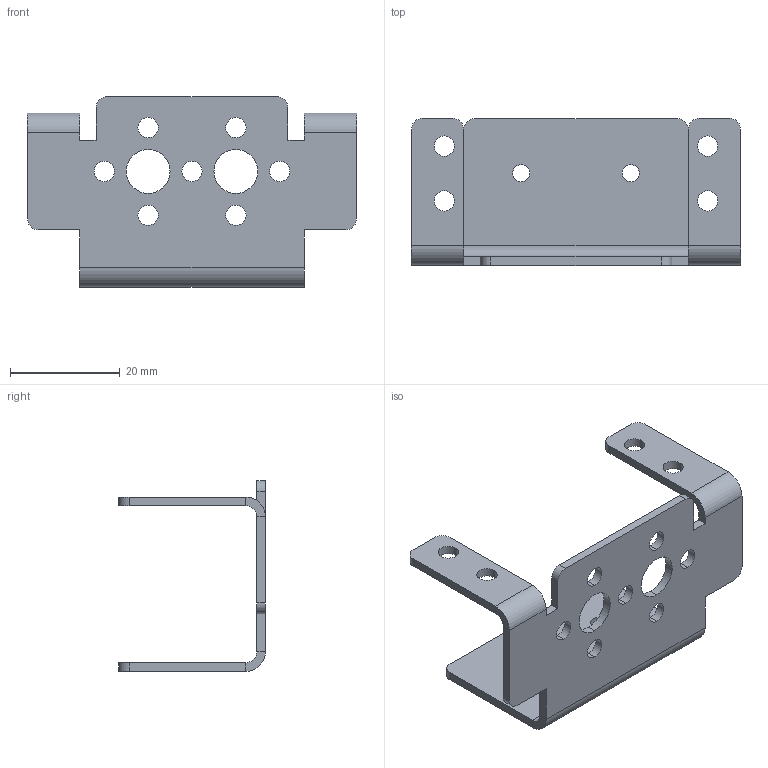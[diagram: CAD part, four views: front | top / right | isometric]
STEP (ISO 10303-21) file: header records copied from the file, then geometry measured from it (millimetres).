
FILE_DESCRIPTION (( 'STEP AP214' ), '1' );
FILE_NAME ('Bracket Servo Single.step', '2017-10-17T01:21:47', ( '' ), ( '' ), 'SwSTEP 2.0', 'SolidWorks 2017', '' );
FILE_SCHEMA (( 'AUTOMOTIVE_DESIGN' ));
Length unit declared in the file: millimetre
Products named in the file (1): Bracket Servo Single
Bounding box: 60 x 26.8 x 34.8 mm (x, y, z)
Volume: 4769.5 mm3; surface area: 6830 mm2
Topology: 1 solids, 1 shells, 82 faces, 216 edges, 136 vertices
Faces by surface type: cylinder 46, plane 36
Entity records: 2634 total; most frequent: DIRECTION 474, CARTESIAN_POINT 435, ORIENTED_EDGE 432, EDGE_CURVE 216, AXIS2_PLACEMENT_3D 175, VERTEX_POINT 136, LINE 124, VECTOR 124
